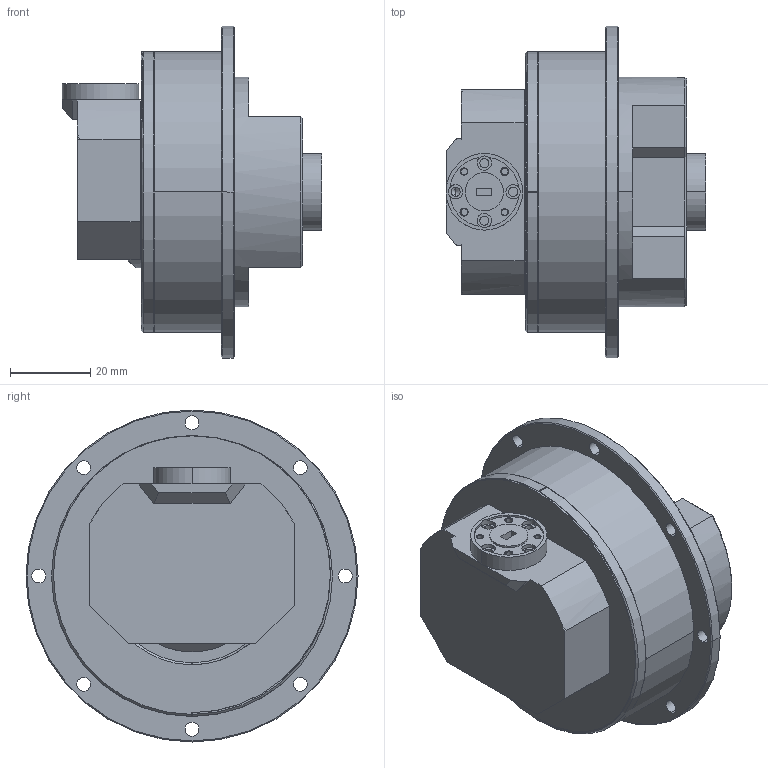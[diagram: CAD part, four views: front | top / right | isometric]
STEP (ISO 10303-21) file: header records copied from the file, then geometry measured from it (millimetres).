
FILE_DESCRIPTION (( 'STEP AP203' ), '1' );
FILE_NAME ('SAN-15I15R-S1_Simplified.STEP', '2023-11-09T18:15:20', ( '' ), ( '' ), 'SwSTEP 2.0', 'SolidWorks 2021', '' );
FILE_SCHEMA (( 'CONFIG_CONTROL_DESIGN' ));
Length unit declared in the file: inch
Products named in the file (1): SAN-15I15R-S1_Simplified
Bounding box: 64.62 x 82.55 x 82.55 mm (x, y, z)
Volume: 158998.7 mm3; surface area: 26844 mm2
Topology: 1 solids, 1 shells, 253 faces, 619 edges, 394 vertices
Faces by surface type: plane 108, cylinder 107, cone 38
Entity records: 7658 total; most frequent: CARTESIAN_POINT 1386, DIRECTION 1381, ORIENTED_EDGE 1234, EDGE_CURVE 617, AXIS2_PLACEMENT_3D 531, VERTEX_POINT 394, LINE 319, VECTOR 319
